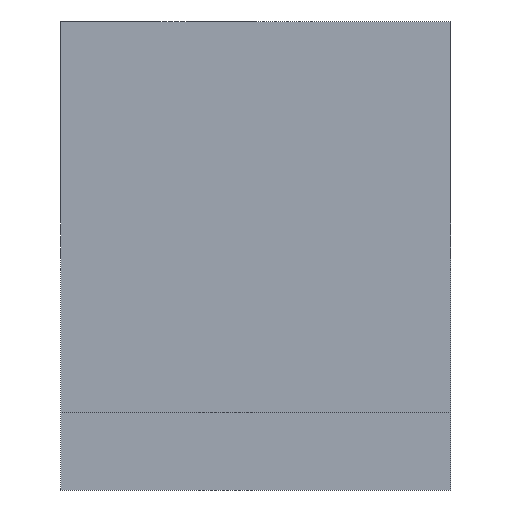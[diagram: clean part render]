
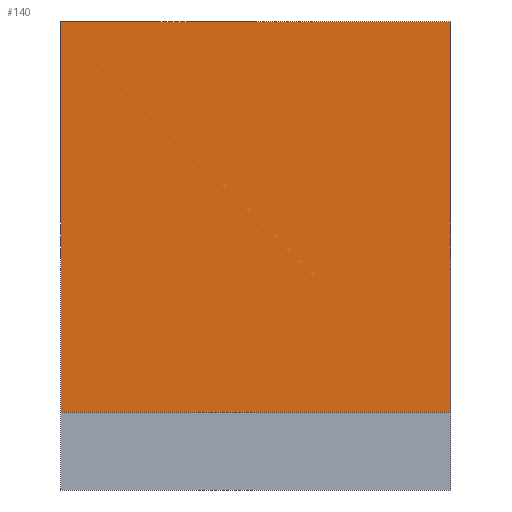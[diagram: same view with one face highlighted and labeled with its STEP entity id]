
A CAD part, left-side view. The second image highlights one B-rep face of the part: STEP entity #140.
In plain terms, the highlighted free-form (B-spline) face has degree [1, 1] with [2, 2] control points.
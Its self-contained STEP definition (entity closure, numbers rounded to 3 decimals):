
#140=ADVANCED_FACE('',(#232),#234,.T.);
#232=FACE_BOUND('',#233,.T.);
#233=EDGE_LOOP('',(#292,#293,#294,#295));
#234=B_SPLINE_SURFACE_WITH_KNOTS('',1,1,(
(#235,#236),
(#237,#238)),
.UNSPECIFIED.,.F.,.F.,.F.,
(2,2),
(2,2),
(0.,10.),
(0.,10.),
.UNSPECIFIED.);
#235=CARTESIAN_POINT('',(0.,0.01,0.012));
#236=CARTESIAN_POINT('',(0.,0.,0.012));
#237=CARTESIAN_POINT('',(0.,0.01,0.002));
#238=CARTESIAN_POINT('',(0.,0.,0.002));
#292=ORIENTED_EDGE('',*,*,#327,.T.);
#293=ORIENTED_EDGE('',*,*,#328,.T.);
#294=ORIENTED_EDGE('',*,*,#329,.F.);
#295=ORIENTED_EDGE('',*,*,#325,.F.);
#325=EDGE_CURVE('',#360,#362,#363,.T.);
#327=EDGE_CURVE('',#360,#365,#366,.T.);
#328=EDGE_CURVE('',#365,#367,#368,.T.);
#329=EDGE_CURVE('',#362,#367,#369,.T.);
#360=VERTEX_POINT('',#432);
#362=VERTEX_POINT('',#436);
#363=LINE('',#437,#438);
#365=VERTEX_POINT('',#443);
#366=LINE('',#444,#445);
#367=VERTEX_POINT('',#447);
#368=LINE('',#448,#449);
#369=LINE('',#451,#452);
#432=CARTESIAN_POINT('',(0.,0.01,0.012));
#436=CARTESIAN_POINT('',(0.,0.,0.012));
#437=CARTESIAN_POINT('',(0.,0.01,0.012));
#438=VECTOR('',#439,1.);
#439=DIRECTION('',(0.,-1.,0.));
#443=CARTESIAN_POINT('',(0.,0.01,0.002));
#444=CARTESIAN_POINT('',(0.,0.01,0.012));
#445=VECTOR('',#446,1.);
#446=DIRECTION('',(0.,0.,-1.));
#447=CARTESIAN_POINT('',(0.,0.,0.002));
#448=CARTESIAN_POINT('',(0.,0.01,0.002));
#449=VECTOR('',#450,1.);
#450=DIRECTION('',(0.,-1.,0.));
#451=CARTESIAN_POINT('',(0.,0.,0.012));
#452=VECTOR('',#453,1.);
#453=DIRECTION('',(0.,0.,-1.));
